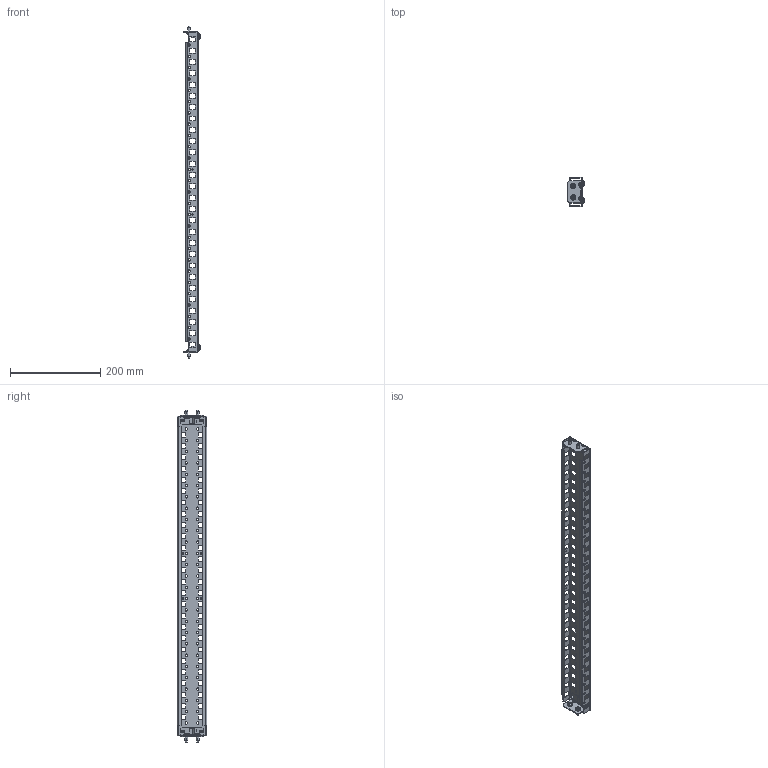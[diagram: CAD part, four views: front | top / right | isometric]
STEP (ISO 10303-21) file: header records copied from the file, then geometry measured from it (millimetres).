
FILE_DESCRIPTION(('STEP AP242'),'1');
FILE_NAME('nsysucr6580.stp','2019-01-18T07:26:10',('TraceParts'),('TraceParts S.A.'),'Spatial InterOp 3D',' ',' ');
FILE_SCHEMA(('AP242_MANAGED_MODEL_BASED_3D_ENGINEERING_MIM_LF {1 0 10303 442 1 1 4}'));
Length unit declared in the file: millimetre
Products named in the file (1): nsysucr6580
Bounding box: 36.73 x 65 x 734 mm (x, y, z)
Volume: 121406.1 mm3; surface area: 167743.5 mm2
Topology: 1 solids, 5 shells, 1260 faces, 3592 edges, 2364 vertices
Faces by surface type: plane 672, cylinder 468, bspline 40, sphere 32, torus 32, cone 16
Entity records: 57178 total; most frequent: CARTESIAN_POINT 12863, ORIENTED_EDGE 7184, DIRECTION 6898, EDGE_CURVE 3592, VERTEX_POINT 2364, AXIS2_PLACEMENT_3D 2317, LINE 2264, VECTOR 2264
